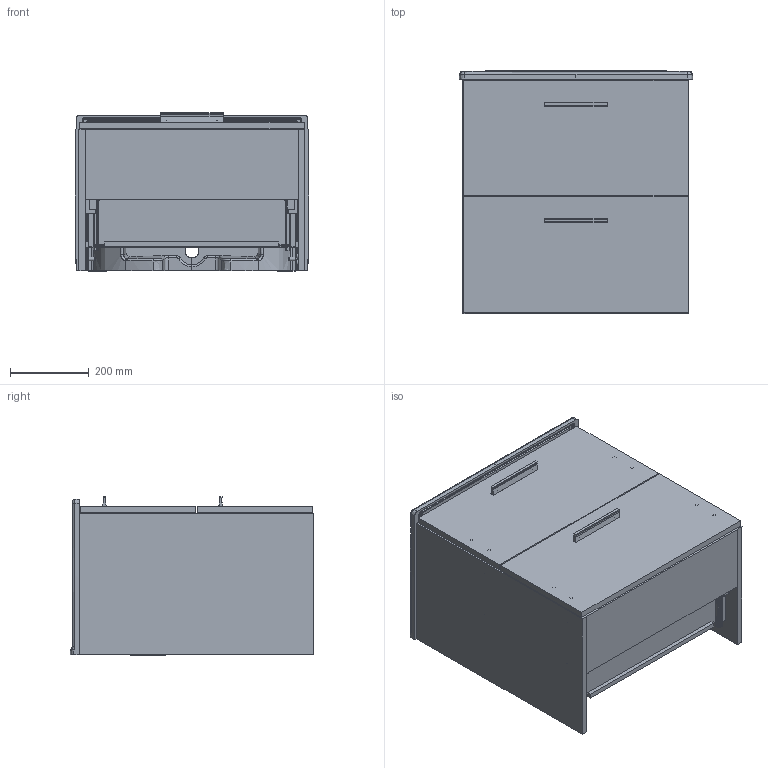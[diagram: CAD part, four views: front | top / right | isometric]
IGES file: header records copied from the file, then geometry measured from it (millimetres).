
Start section: SolidWorks IGES file using analytic representation for surfaces
Global section: file name: 66116+6617+66118_Mia LVD,2çek,60 cm.IGS; native system: SolidWorks 2020; preprocessor: SolidWorks 2020; author: betul.incukur; date: 210204.115142; units: millimetre
Bounding box: 593.59 x 618.6 x 402.21 mm (x, y, z)
Surface area: 4405689.7 mm2 (no closed solid volume)
Topology: 0 solids, 0 shells, 1806 faces, 28344 edges, 28314 vertices
Faces by surface type: bspline 925, revolution 881
